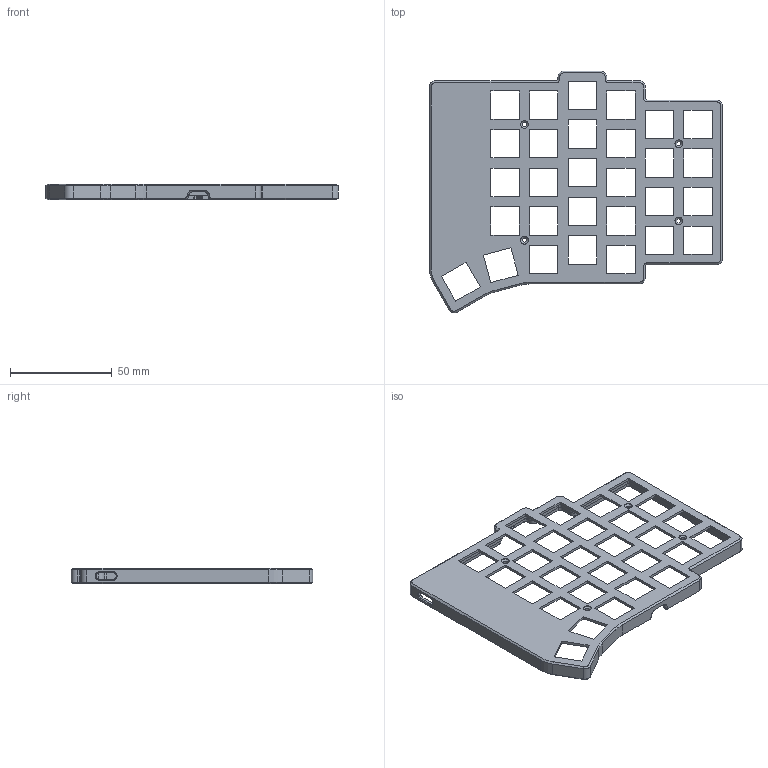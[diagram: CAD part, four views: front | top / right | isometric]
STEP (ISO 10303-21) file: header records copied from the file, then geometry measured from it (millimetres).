
FILE_DESCRIPTION(('FreeCAD Model'),'2;1');
FILE_NAME('Open CASCADE Shape Model','2024-12-16T15:25:21',(''),(''), 'Open CASCADE STEP processor 7.6','FreeCAD','Unknown');
FILE_SCHEMA(('AUTOMOTIVE_DESIGN { 1 0 10303 214 1 1 1 1 }'));
Length unit declared in the file: millimetre
Products named in the file (1): Top-Mirrored
Bounding box: 144.25 x 118.98 x 7.8 mm (x, y, z)
Volume: 21413.6 mm3; surface area: 26630 mm2
Topology: 1 solids, 1 shells, 628 faces, 1688 edges, 1096 vertices
Faces by surface type: plane 387, cylinder 193, cone 48
Full cylindrical faces by diameter (mm): 2.2 x4, 3.8 x4
Entity records: 19714 total; most frequent: CARTESIAN_POINT 3413, DIRECTION 3390, ORIENTED_EDGE 3376, EDGE_CURVE 1688, LINE 1244, VECTOR 1244, VERTEX_POINT 1096, AXIS2_PLACEMENT_3D 1073
